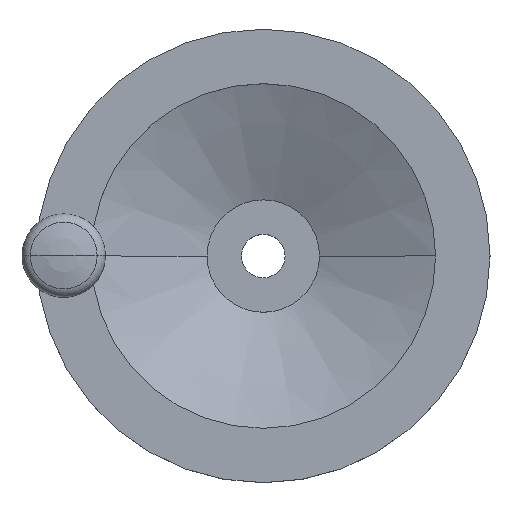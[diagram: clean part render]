
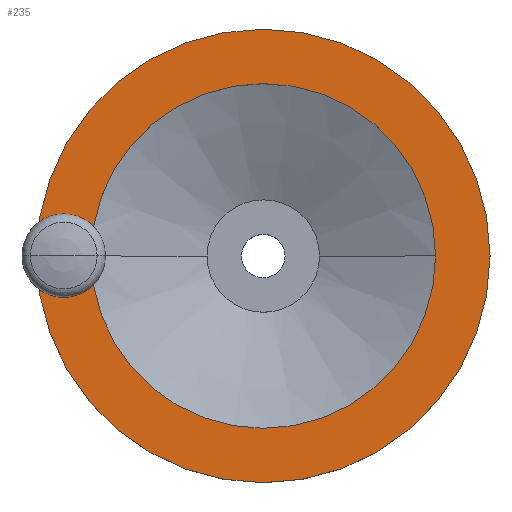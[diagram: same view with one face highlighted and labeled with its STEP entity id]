
A CAD part, top view. The second image highlights one B-rep face of the part: STEP entity #235.
In plain terms, the highlighted planar face has unit normal (0, 0, 1).
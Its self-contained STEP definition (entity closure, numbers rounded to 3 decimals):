
#177=EDGE_CURVE('',#257,#225,#473,.T.);
#185=EDGE_CURVE('',#379,#427,#482,.T.);
#207=EDGE_CURVE('',#427,#379,#510,.T.);
#213=EDGE_CURVE('',#225,#257,#516,.T.);
#225=VERTEX_POINT('',#528);
#235=ADVANCED_FACE('',(#539,#540,#541),#542,.T.);
#257=VERTEX_POINT('',#566);
#267=EDGE_CURVE('',#335,#321,#577,.T.);
#307=EDGE_CURVE('',#321,#335,#623,.T.);
#321=VERTEX_POINT('',#640);
#335=VERTEX_POINT('',#657);
#379=VERTEX_POINT('',#708);
#427=VERTEX_POINT('',#758);
#473=CIRCLE('',#804,62.5);
#482=CIRCLE('',#815,47.5);
#510=CIRCLE('',#849,47.5);
#516=CIRCLE('',#857,62.5);
#528=CARTESIAN_POINT('',(-62.5,0.,33.0));
#539=FACE_BOUND('',#889,.T.);
#540=FACE_OUTER_BOUND('',#890,.T.);
#541=FACE_BOUND('',#891,.T.);
#542=PLANE('',#892);
#566=CARTESIAN_POINT('',(62.5,0.,33.0));
#577=CIRCLE('',#942,6.5);
#623=CIRCLE('',#999,6.5);
#640=CARTESIAN_POINT('',(-48.5,0.,33.0));
#657=CARTESIAN_POINT('',(-61.5,0.,33.0));
#708=CARTESIAN_POINT('',(-47.5,0.,33.0));
#758=CARTESIAN_POINT('',(47.5,0.,33.0));
#804=AXIS2_PLACEMENT_3D('',#1203,#1204,#1205);
#815=AXIS2_PLACEMENT_3D('',#1217,#1218,#1219);
#849=AXIS2_PLACEMENT_3D('',#1266,#1267,#1268);
#857=AXIS2_PLACEMENT_3D('',#1272,#1273,#1274);
#889=EDGE_LOOP('',(#1301,#1302));
#890=EDGE_LOOP('',(#1303,#1304));
#891=EDGE_LOOP('',(#1305,#1306));
#892=AXIS2_PLACEMENT_3D('',#1307,#1308,#1309);
#942=AXIS2_PLACEMENT_3D('',#1356,#1357,#1358);
#999=AXIS2_PLACEMENT_3D('',#1423,#1424,#1425);
#1203=CARTESIAN_POINT('',(0.,0.,33.0));
#1204=DIRECTION('',(-0.0,0.0,-1.0));
#1205=DIRECTION('',(-1.0,0.,0.0));
#1217=CARTESIAN_POINT('',(0.,0.,33.0));
#1218=DIRECTION('',(-0.0,0.0,-1.0));
#1219=DIRECTION('',(-1.0,0.,0.0));
#1266=CARTESIAN_POINT('',(0.,0.,33.0));
#1267=DIRECTION('',(-0.0,0.0,-1.0));
#1268=DIRECTION('',(-1.0,0.,0.0));
#1272=CARTESIAN_POINT('',(0.,0.,33.0));
#1273=DIRECTION('',(-0.0,0.0,-1.0));
#1274=DIRECTION('',(-1.0,0.,0.0));
#1301=ORIENTED_EDGE('',*,*,#267,.T.);
#1302=ORIENTED_EDGE('',*,*,#307,.T.);
#1303=ORIENTED_EDGE('',*,*,#213,.F.);
#1304=ORIENTED_EDGE('',*,*,#177,.F.);
#1305=ORIENTED_EDGE('',*,*,#185,.T.);
#1306=ORIENTED_EDGE('',*,*,#207,.T.);
#1307=CARTESIAN_POINT('',(-55.0,0.,33.0));
#1308=DIRECTION('',(0.0,0.0,1.0));
#1309=DIRECTION('',(-1.0,0.,0.0));
#1356=CARTESIAN_POINT('',(-55.0,0.,33.0));
#1357=DIRECTION('',(-0.0,0.0,-1.0));
#1358=DIRECTION('',(-1.0,0.,0.0));
#1423=CARTESIAN_POINT('',(-55.0,0.,33.0));
#1424=DIRECTION('',(-0.0,0.0,-1.0));
#1425=DIRECTION('',(-1.0,0.,0.0));
